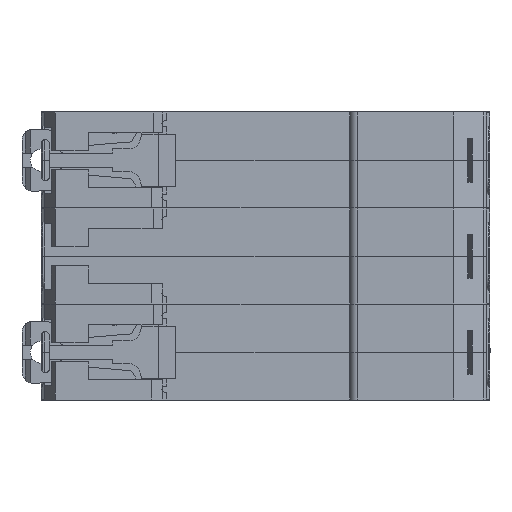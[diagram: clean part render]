
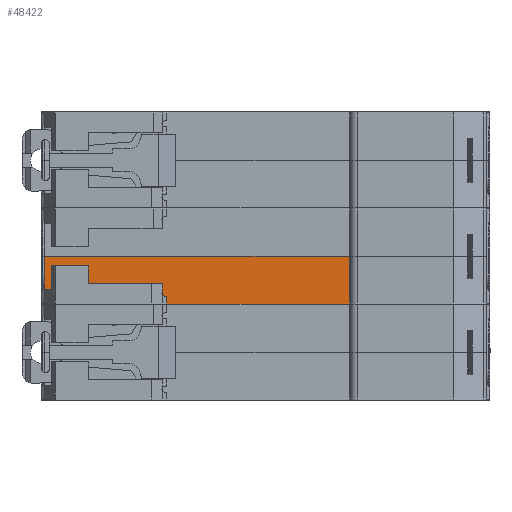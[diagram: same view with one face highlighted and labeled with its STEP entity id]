
A CAD part, front view. The second image highlights one B-rep face of the part: STEP entity #48422.
In plain terms, the highlighted planar face has unit normal (0, -1, 0).
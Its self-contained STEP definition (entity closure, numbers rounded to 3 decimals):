
#3260 = CARTESIAN_POINT ( 'NONE',  ( -22.6, 0., 1.4 ) ) ;
#3261 = DIRECTION ( 'NONE',  ( 1., 0., 0. ) ) ;
#3262 = VECTOR ( 'NONE', #3261, 1000. ) ;
#3263 = CARTESIAN_POINT ( 'NONE',  ( -22.6, 0., 1.4 ) ) ;
#3264 = LINE ( 'NONE', #3263, #3262 ) ;
#3265 = CARTESIAN_POINT ( 'NONE',  ( -22.1, 0., 1.4 ) ) ;
#3330 = CARTESIAN_POINT ( 'NONE',  ( -29.1, 0., 2.2 ) ) ;
#3331 = DIRECTION ( 'NONE',  ( 0.959, 0., -0.284 ) ) ;
#3332 = VECTOR ( 'NONE', #3331, 1000. ) ;
#3333 = CARTESIAN_POINT ( 'NONE',  ( -29.1, 0., 2.2 ) ) ;
#3334 = LINE ( 'NONE', #3333, #3332 ) ;
#3365 = CARTESIAN_POINT ( 'NONE',  ( -25.6, 0., 2.4 ) ) ;
#3366 = DIRECTION ( 'NONE',  ( 1., 0., 0. ) ) ;
#3367 = VECTOR ( 'NONE', #3366, 1000. ) ;
#3368 = CARTESIAN_POINT ( 'NONE',  ( -25.6, 0., 2.4 ) ) ;
#3369 = LINE ( 'NONE', #3368, #3367 ) ;
#3380 = CARTESIAN_POINT ( 'NONE',  ( -25.6, 0., 1.9 ) ) ;
#3381 = DIRECTION ( 'NONE',  ( 0., 0., 1. ) ) ;
#3382 = VECTOR ( 'NONE', #3381, 1000. ) ;
#3383 = CARTESIAN_POINT ( 'NONE',  ( -25.6, 0., 1.9 ) ) ;
#3384 = LINE ( 'NONE', #3383, #3382 ) ;
#3404 = CARTESIAN_POINT ( 'NONE',  ( -23.439, 0., 2.4 ) ) ;
#3405 = DIRECTION ( 'NONE',  ( 0.643, 0., -0.766 ) ) ;
#3406 = VECTOR ( 'NONE', #3405, 1000. ) ;
#3407 = CARTESIAN_POINT ( 'NONE',  ( -23.439, 0., 2.4 ) ) ;
#3408 = LINE ( 'NONE', #3407, #3406 ) ;
#3424 = CARTESIAN_POINT ( 'NONE',  ( -44.4, 0., 2.7 ) ) ;
#3425 = DIRECTION ( 'NONE',  ( -1., 0., 0. ) ) ;
#3426 = VECTOR ( 'NONE', #3425, 1000. ) ;
#3427 = CARTESIAN_POINT ( 'NONE',  ( -44.4, 0., 2.7 ) ) ;
#3428 = LINE ( 'NONE', #3427, #3426 ) ;
#3439 = CARTESIAN_POINT ( 'NONE',  ( -34.1, 0., 2.7 ) ) ;
#3440 = DIRECTION ( 'NONE',  ( 0.887, 0., -0.461 ) ) ;
#3441 = VECTOR ( 'NONE', #3440, 1000. ) ;
#3442 = CARTESIAN_POINT ( 'NONE',  ( -31.6, 0., 1.4 ) ) ;
#3447 = LINE ( 'NONE', #3442, #3441 ) ;
#3458 = CARTESIAN_POINT ( 'NONE',  ( -26.4, 0., 1.4 ) ) ;
#3459 = DIRECTION ( 'NONE',  ( 0.848, 0., 0.53 ) ) ;
#3460 = VECTOR ( 'NONE', #3459, 1000. ) ;
#3461 = CARTESIAN_POINT ( 'NONE',  ( -26.4, 0., 1.4 ) ) ;
#3462 = LINE ( 'NONE', #3461, #3460 ) ;
#3473 = CARTESIAN_POINT ( 'NONE',  ( -31.6, 0., 1.4 ) ) ;
#3474 = DIRECTION ( 'NONE',  ( 0.952, 0., 0.305 ) ) ;
#3475 = VECTOR ( 'NONE', #3474, 1000. ) ;
#3476 = CARTESIAN_POINT ( 'NONE',  ( -31.6, 0., 1.4 ) ) ;
#3477 = LINE ( 'NONE', #3476, #3475 ) ;
#3755 = DIRECTION ( 'NONE',  ( 0., 0., -1. ) ) ;
#3756 = VECTOR ( 'NONE', #3755, 1000. ) ;
#3757 = CARTESIAN_POINT ( 'NONE',  ( -22.1, 0., 1.7 ) ) ;
#3758 = LINE ( 'NONE', #3757, #3756 ) ;
#3759 = CARTESIAN_POINT ( 'NONE',  ( -22.1, 0., 0. ) ) ;
#5681 = DIRECTION ( 'NONE',  ( 0., 0., -1. ) ) ;
#5682 = VECTOR ( 'NONE', #5681, 1000. ) ;
#5683 = CARTESIAN_POINT ( 'NONE',  ( 13.7, 0., 1.7 ) ) ;
#5684 = LINE ( 'NONE', #5683, #5682 ) ;
#5685 = CARTESIAN_POINT ( 'NONE',  ( 13.7, 0., 8.7 ) ) ;
#5690 = CARTESIAN_POINT ( 'NONE',  ( 13.7, 0., 0. ) ) ;
#5772 = DIRECTION ( 'NONE',  ( 0., 0., -1. ) ) ;
#5773 = VECTOR ( 'NONE', #5772, 1000. ) ;
#5774 = CARTESIAN_POINT ( 'NONE',  ( -44.4, 0., 1.7 ) ) ;
#5775 = LINE ( 'NONE', #5774, #5773 ) ;
#5776 = CARTESIAN_POINT ( 'NONE',  ( -44.4, 0., 8.7 ) ) ;
#5777 = DIRECTION ( 'NONE',  ( 1., 0., 0. ) ) ;
#5778 = VECTOR ( 'NONE', #5777, 1000. ) ;
#5779 = CARTESIAN_POINT ( 'NONE',  ( -22.1, 0., 8.7 ) ) ;
#5780 = LINE ( 'NONE', #5779, #5778 ) ;
#5781 = DIRECTION ( 'NONE',  ( 1., 0., 0. ) ) ;
#5782 = VECTOR ( 'NONE', #5781, 1000. ) ;
#5783 = CARTESIAN_POINT ( 'NONE',  ( -22.1, 0., 0. ) ) ;
#5784 = LINE ( 'NONE', #5783, #5782 ) ;
#5825 = DIRECTION ( 'NONE',  ( 0., 0., 1. ) ) ;
#5826 = DIRECTION ( 'NONE',  ( 0., 1., 0. ) ) ;
#5827 = CARTESIAN_POINT ( 'NONE',  ( -22.1, 0., 1.7 ) ) ;
#5828 = AXIS2_PLACEMENT_3D ( 'NONE', #5827, #5826, #5825 ) ;
#5829 = PLANE ( 'NONE',  #5828 ) ;
#5830 = FACE_OUTER_BOUND ( 'NONE', #48362, .T. ) ;
#46989 = VERTEX_POINT ( 'NONE', #3265 ) ;
#46991 = EDGE_CURVE ( 'NONE', #46992, #46989, #3264, .T. ) ;
#46992 = VERTEX_POINT ( 'NONE', #3260 ) ;
#47025 = EDGE_CURVE ( 'NONE', #47026, #47099, #3334, .T. ) ;
#47026 = VERTEX_POINT ( 'NONE', #3330 ) ;
#47033 = EDGE_CURVE ( 'NONE', #47034, #47043, #3384, .T. ) ;
#47034 = VERTEX_POINT ( 'NONE', #3380 ) ;
#47042 = EDGE_CURVE ( 'NONE', #47043, #47059, #3369, .T. ) ;
#47043 = VERTEX_POINT ( 'NONE', #3365 ) ;
#47058 = EDGE_CURVE ( 'NONE', #47059, #46992, #3408, .T. ) ;
#47059 = VERTEX_POINT ( 'NONE', #3404 ) ;
#47070 = EDGE_CURVE ( 'NONE', #47071, #47089, #3447, .T. ) ;
#47071 = VERTEX_POINT ( 'NONE', #3439 ) ;
#47079 = EDGE_CURVE ( 'NONE', #47071, #47080, #3428, .T. ) ;
#47080 = VERTEX_POINT ( 'NONE', #3424 ) ;
#47088 = EDGE_CURVE ( 'NONE', #47089, #47026, #3477, .T. ) ;
#47089 = VERTEX_POINT ( 'NONE', #3473 ) ;
#47098 = EDGE_CURVE ( 'NONE', #47099, #47034, #3462, .T. ) ;
#47099 = VERTEX_POINT ( 'NONE', #3458 ) ;
#47241 = VERTEX_POINT ( 'NONE', #3759 ) ;
#47243 = EDGE_CURVE ( 'NONE', #46989, #47241, #3758, .T. ) ;
#48345 = ORIENTED_EDGE ( 'NONE', *, *, #47033, .T. ) ;
#48346 = ORIENTED_EDGE ( 'NONE', *, *, #47042, .T. ) ;
#48347 = ORIENTED_EDGE ( 'NONE', *, *, #47058, .T. ) ;
#48348 = ORIENTED_EDGE ( 'NONE', *, *, #46991, .T. ) ;
#48355 = VERTEX_POINT ( 'NONE', #5690 ) ;
#48359 = VERTEX_POINT ( 'NONE', #5685 ) ;
#48361 = EDGE_CURVE ( 'NONE', #48359, #48355, #5684, .T. ) ;
#48362 = EDGE_LOOP ( 'NONE', ( #48423, #48424, #48425, #48426, #48427, #48345, #48346, #48347, #48348, #48409, #48410, #48412, #48413, #48416 ) ) ;
#48409 = ORIENTED_EDGE ( 'NONE', *, *, #47243, .T. ) ;
#48410 = ORIENTED_EDGE ( 'NONE', *, *, #48411, .T. ) ;
#48411 = EDGE_CURVE ( 'NONE', #47241, #48355, #5784, .T. ) ;
#48412 = ORIENTED_EDGE ( 'NONE', *, *, #48361, .F. ) ;
#48413 = ORIENTED_EDGE ( 'NONE', *, *, #48414, .F. ) ;
#48414 = EDGE_CURVE ( 'NONE', #48415, #48359, #5780, .T. ) ;
#48415 = VERTEX_POINT ( 'NONE', #5776 ) ;
#48416 = ORIENTED_EDGE ( 'NONE', *, *, #48417, .T. ) ;
#48417 = EDGE_CURVE ( 'NONE', #48415, #47080, #5775, .T. ) ;
#48422 = ADVANCED_FACE ( 'NONE', ( #5830 ), #5829, .F. ) ;
#48423 = ORIENTED_EDGE ( 'NONE', *, *, #47079, .F. ) ;
#48424 = ORIENTED_EDGE ( 'NONE', *, *, #47070, .T. ) ;
#48425 = ORIENTED_EDGE ( 'NONE', *, *, #47088, .T. ) ;
#48426 = ORIENTED_EDGE ( 'NONE', *, *, #47025, .T. ) ;
#48427 = ORIENTED_EDGE ( 'NONE', *, *, #47098, .T. ) ;
